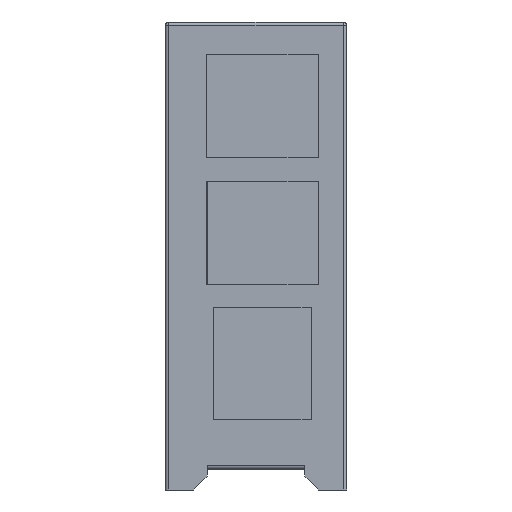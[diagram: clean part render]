
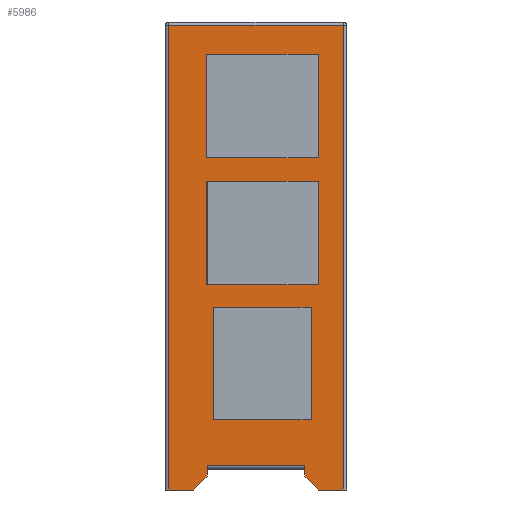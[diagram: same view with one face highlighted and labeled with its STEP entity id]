
A CAD part, front view. The second image highlights one B-rep face of the part: STEP entity #5986.
In plain terms, the highlighted planar face has unit normal (0, -1, 0).
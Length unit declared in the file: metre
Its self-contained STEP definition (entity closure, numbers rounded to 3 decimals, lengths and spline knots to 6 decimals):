
#621=ORIENTED_EDGE('',*,*,#2377,.T.);
#622=ORIENTED_EDGE('',*,*,#2378,.F.);
#623=ORIENTED_EDGE('',*,*,#2379,.T.);
#624=ORIENTED_EDGE('',*,*,#2380,.T.);
#625=ORIENTED_EDGE('',*,*,#2381,.T.);
#626=ORIENTED_EDGE('',*,*,#2382,.T.);
#627=ORIENTED_EDGE('',*,*,#2383,.T.);
#628=ORIENTED_EDGE('',*,*,#2384,.T.);
#629=ORIENTED_EDGE('',*,*,#2385,.T.);
#630=ORIENTED_EDGE('',*,*,#2386,.T.);
#631=ORIENTED_EDGE('',*,*,#2387,.T.);
#632=ORIENTED_EDGE('',*,*,#2388,.F.);
#633=ORIENTED_EDGE('',*,*,#2389,.F.);
#634=ORIENTED_EDGE('',*,*,#2390,.F.);
#635=ORIENTED_EDGE('',*,*,#2391,.T.);
#636=ORIENTED_EDGE('',*,*,#2392,.F.);
#637=ORIENTED_EDGE('',*,*,#2393,.F.);
#638=ORIENTED_EDGE('',*,*,#2394,.F.);
#639=ORIENTED_EDGE('',*,*,#2395,.T.);
#640=ORIENTED_EDGE('',*,*,#2396,.T.);
#641=ORIENTED_EDGE('',*,*,#2397,.T.);
#642=ORIENTED_EDGE('',*,*,#2398,.F.);
#2377=EDGE_CURVE('',#3254,#3255,#3791,.T.);
#2378=EDGE_CURVE('',#3256,#3255,#3792,.T.);
#2379=EDGE_CURVE('',#3256,#3257,#3793,.T.);
#2380=EDGE_CURVE('',#3257,#3258,#3794,.T.);
#2381=EDGE_CURVE('',#3258,#3259,#3795,.F.);
#2382=EDGE_CURVE('',#3259,#3260,#3796,.F.);
#2383=EDGE_CURVE('',#3260,#3261,#3797,.T.);
#2384=EDGE_CURVE('',#3261,#3262,#3798,.T.);
#2385=EDGE_CURVE('',#3262,#3263,#3799,.F.);
#2386=EDGE_CURVE('',#3263,#3254,#3800,.T.);
#2387=EDGE_CURVE('',#3264,#3265,#3801,.T.);
#2388=EDGE_CURVE('',#3266,#3265,#3802,.T.);
#2389=EDGE_CURVE('',#3267,#3266,#3803,.T.);
#2390=EDGE_CURVE('',#3264,#3267,#3804,.T.);
#2391=EDGE_CURVE('',#3268,#3269,#3805,.T.);
#2392=EDGE_CURVE('',#3270,#3269,#3806,.T.);
#2393=EDGE_CURVE('',#3271,#3270,#3807,.T.);
#2394=EDGE_CURVE('',#3268,#3271,#3808,.T.);
#2395=EDGE_CURVE('',#3272,#3273,#3809,.T.);
#2396=EDGE_CURVE('',#3273,#3274,#3810,.T.);
#2397=EDGE_CURVE('',#3274,#3275,#3811,.T.);
#2398=EDGE_CURVE('',#3272,#3275,#3812,.T.);
#3254=VERTEX_POINT('',#8980);
#3255=VERTEX_POINT('',#8981);
#3256=VERTEX_POINT('',#8983);
#3257=VERTEX_POINT('',#8985);
#3258=VERTEX_POINT('',#8987);
#3259=VERTEX_POINT('',#8989);
#3260=VERTEX_POINT('',#8991);
#3261=VERTEX_POINT('',#8993);
#3262=VERTEX_POINT('',#8995);
#3263=VERTEX_POINT('',#8997);
#3264=VERTEX_POINT('',#9000);
#3265=VERTEX_POINT('',#9001);
#3266=VERTEX_POINT('',#9003);
#3267=VERTEX_POINT('',#9005);
#3268=VERTEX_POINT('',#9008);
#3269=VERTEX_POINT('',#9009);
#3270=VERTEX_POINT('',#9011);
#3271=VERTEX_POINT('',#9013);
#3272=VERTEX_POINT('',#9016);
#3273=VERTEX_POINT('',#9017);
#3274=VERTEX_POINT('',#9019);
#3275=VERTEX_POINT('',#9021);
#3791=LINE('',#8979,#4525);
#3792=LINE('',#8982,#4526);
#3793=LINE('',#8984,#4527);
#3794=LINE('',#8986,#4528);
#3795=LINE('',#8988,#4529);
#3796=LINE('',#8990,#4530);
#3797=LINE('',#8992,#4531);
#3798=LINE('',#8994,#4532);
#3799=LINE('',#8996,#4533);
#3800=LINE('',#8998,#4534);
#3801=LINE('',#8999,#4535);
#3802=LINE('',#9002,#4536);
#3803=LINE('',#9004,#4537);
#3804=LINE('',#9006,#4538);
#3805=LINE('',#9007,#4539);
#3806=LINE('',#9010,#4540);
#3807=LINE('',#9012,#4541);
#3808=LINE('',#9014,#4542);
#3809=LINE('',#9015,#4543);
#3810=LINE('',#9018,#4544);
#3811=LINE('',#9020,#4545);
#3812=LINE('',#9022,#4546);
#4525=VECTOR('',#7040,1.);
#4526=VECTOR('',#7041,1.);
#4527=VECTOR('',#7042,1.);
#4528=VECTOR('',#7043,1.);
#4529=VECTOR('',#7044,1.);
#4530=VECTOR('',#7045,1.);
#4531=VECTOR('',#7046,1.);
#4532=VECTOR('',#7047,1.);
#4533=VECTOR('',#7048,1.);
#4534=VECTOR('',#7049,1.);
#4535=VECTOR('',#7050,1.);
#4536=VECTOR('',#7051,1.);
#4537=VECTOR('',#7052,1.);
#4538=VECTOR('',#7053,1.);
#4539=VECTOR('',#7054,1.);
#4540=VECTOR('',#7055,1.);
#4541=VECTOR('',#7056,1.);
#4542=VECTOR('',#7057,1.);
#4543=VECTOR('',#7058,1.);
#4544=VECTOR('',#7059,1.);
#4545=VECTOR('',#7060,1.);
#4546=VECTOR('',#7061,1.);
#5000=EDGE_LOOP('',(#621,#622,#623,#624,#625,#626,#627,#628,#629,#630));
#5001=EDGE_LOOP('',(#631,#632,#633,#634));
#5002=EDGE_LOOP('',(#635,#636,#637,#638));
#5003=EDGE_LOOP('',(#639,#640,#641,#642));
#5400=FACE_BOUND('',#5000,.T.);
#5401=FACE_BOUND('',#5001,.T.);
#5402=FACE_BOUND('',#5002,.T.);
#5403=FACE_BOUND('',#5003,.T.);
#5745=PLANE('',#6339);
#5986=ADVANCED_FACE('',(#5400,#5401,#5402,#5403),#5745,.F.);
#6339=AXIS2_PLACEMENT_3D('',#8978,#7038,#7039);
#7038=DIRECTION('',(0.,1.,0.));
#7039=DIRECTION('',(0.,0.,1.));
#7040=DIRECTION('',(1.,0.,0.));
#7041=DIRECTION('',(0.,0.,1.));
#7042=DIRECTION('',(0.707,0.,-0.707));
#7043=DIRECTION('',(1.,0.,0.));
#7044=DIRECTION('',(0.,0.,-1.));
#7045=DIRECTION('',(1.,0.,0.));
#7046=DIRECTION('',(0.,0.,-1.));
#7047=DIRECTION('',(1.,0.,0.));
#7048=DIRECTION('',(-0.707,0.,-0.707));
#7049=DIRECTION('',(0.,0.,1.));
#7050=DIRECTION('',(1.,0.,0.));
#7051=DIRECTION('',(0.,0.,1.));
#7052=DIRECTION('',(1.,0.,0.));
#7053=DIRECTION('',(0.,0.,-1.));
#7054=DIRECTION('',(1.,0.,0.));
#7055=DIRECTION('',(0.,0.,1.));
#7056=DIRECTION('',(1.,0.,0.));
#7057=DIRECTION('',(0.,0.,-1.));
#7058=DIRECTION('',(1.,0.,0.));
#7059=DIRECTION('',(0.,0.,-1.));
#7060=DIRECTION('',(-1.,0.,0.));
#7061=DIRECTION('',(0.,0.,-1.));
#8978=CARTESIAN_POINT('',(0.000251,-0.039364,0.064));
#8979=CARTESIAN_POINT('',(0.000251,-0.039364,0.0005));
#8980=CARTESIAN_POINT('',(-0.006749,-0.039364,0.0005));
#8981=CARTESIAN_POINT('',(0.007251,-0.039364,0.0005));
#8982=CARTESIAN_POINT('',(0.007251,-0.039364,-0.003));
#8983=CARTESIAN_POINT('',(0.007251,-0.039364,-0.001));
#8984=CARTESIAN_POINT('',(0.009251,-0.039364,-0.003));
#8985=CARTESIAN_POINT('',(0.009251,-0.039364,-0.003));
#8986=CARTESIAN_POINT('',(0.000251,-0.039364,-0.003));
#8987=CARTESIAN_POINT('',(0.012751,-0.039364,-0.003));
#8988=CARTESIAN_POINT('',(0.012751,-0.039364,0.064));
#8989=CARTESIAN_POINT('',(0.012751,-0.039364,0.0635));
#8990=CARTESIAN_POINT('',(-0.012749,-0.039364,0.0635));
#8991=CARTESIAN_POINT('',(-0.012249,-0.039364,0.0635));
#8992=CARTESIAN_POINT('',(-0.012249,-0.039364,-0.003));
#8993=CARTESIAN_POINT('',(-0.012249,-0.039364,-0.003));
#8994=CARTESIAN_POINT('',(0.000251,-0.039364,-0.003));
#8995=CARTESIAN_POINT('',(-0.008749,-0.039364,-0.003));
#8996=CARTESIAN_POINT('',(-0.006749,-0.039364,-0.001));
#8997=CARTESIAN_POINT('',(-0.006749,-0.039364,-0.001));
#8998=CARTESIAN_POINT('',(-0.006749,-0.039364,-0.003));
#8999=CARTESIAN_POINT('',(0.001157,-0.039364,0.041187));
#9000=CARTESIAN_POINT('',(-0.006843,-0.039364,0.041187));
#9001=CARTESIAN_POINT('',(0.009157,-0.039364,0.041187));
#9002=CARTESIAN_POINT('',(0.009157,-0.039364,0.033792));
#9003=CARTESIAN_POINT('',(0.009157,-0.039364,0.026397));
#9004=CARTESIAN_POINT('',(0.001157,-0.039364,0.026397));
#9005=CARTESIAN_POINT('',(-0.006843,-0.039364,0.026397));
#9006=CARTESIAN_POINT('',(-0.006843,-0.039364,0.033792));
#9007=CARTESIAN_POINT('',(-0.002351,-0.039364,0.023147));
#9008=CARTESIAN_POINT('',(-0.005863,-0.039364,0.023147));
#9009=CARTESIAN_POINT('',(0.008137,-0.039364,0.023147));
#9010=CARTESIAN_POINT('',(0.008137,-0.039364,0.015097));
#9011=CARTESIAN_POINT('',(0.008137,-0.039364,0.007047));
#9012=CARTESIAN_POINT('',(0.001137,-0.039364,0.007047));
#9013=CARTESIAN_POINT('',(-0.005863,-0.039364,0.007047));
#9014=CARTESIAN_POINT('',(-0.005863,-0.039364,0.015097));
#9015=CARTESIAN_POINT('',(0.001157,-0.039364,0.059377));
#9016=CARTESIAN_POINT('',(-0.006843,-0.039364,0.059377));
#9017=CARTESIAN_POINT('',(0.009157,-0.039364,0.059377));
#9018=CARTESIAN_POINT('',(0.009157,-0.039364,0.051982));
#9019=CARTESIAN_POINT('',(0.009157,-0.039364,0.044587));
#9020=CARTESIAN_POINT('',(0.001157,-0.039364,0.044587));
#9021=CARTESIAN_POINT('',(-0.006843,-0.039364,0.044587));
#9022=CARTESIAN_POINT('',(-0.006843,-0.039364,0.051982));
